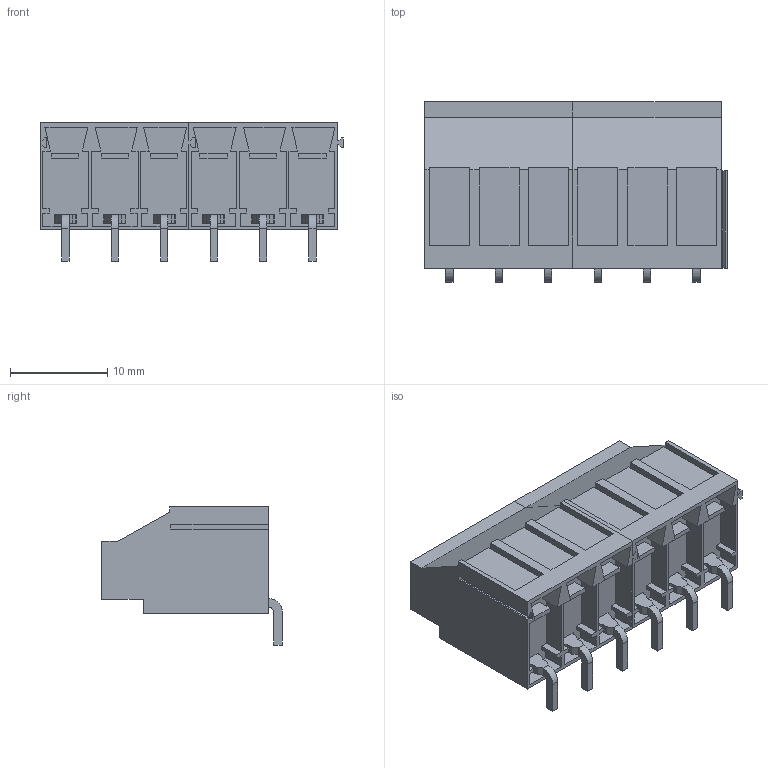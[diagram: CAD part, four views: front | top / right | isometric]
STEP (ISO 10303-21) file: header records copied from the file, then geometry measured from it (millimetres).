
FILE_DESCRIPTION(('CATIA V5 STEP','CAx-IF Rec.Pracs.--- Model Styling and Organization---1.2---2011-12-15'),'2;1');
FILE_NAME ('D1462049_0_2431950000_2431950000.stp','2016-10-03T06:47:32+00:00',('none'),('Weidmueller'),'CATIA Version 5-6 Release 2014','CATIA V5 STEP AP214','none');
FILE_SCHEMA(('AUTOMOTIVE_DESIGN { 1 0 10303 214 1 1 1 1 }'));
Length unit declared in the file: millimetre
Products named in the file (1): 2431950000_S
Bounding box: 31.13 x 18.57 x 14.2 mm (x, y, z)
Volume: 3986 mm3; surface area: 4069.6 mm2
Topology: 14 solids, 14 shells, 450 faces, 1188 edges, 784 vertices
Faces by surface type: plane 402, cylinder 48
Entity records: 12832 total; most frequent: ORIENTED_EDGE 2376, CARTESIAN_POINT 2270, DIRECTION 1782, EDGE_CURVE 1188, VECTOR 1068, LINE 1068, VERTEX_POINT 784, EDGE_LOOP 468
